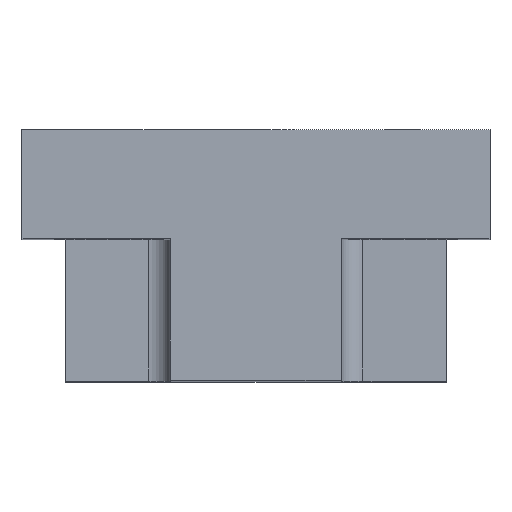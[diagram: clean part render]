
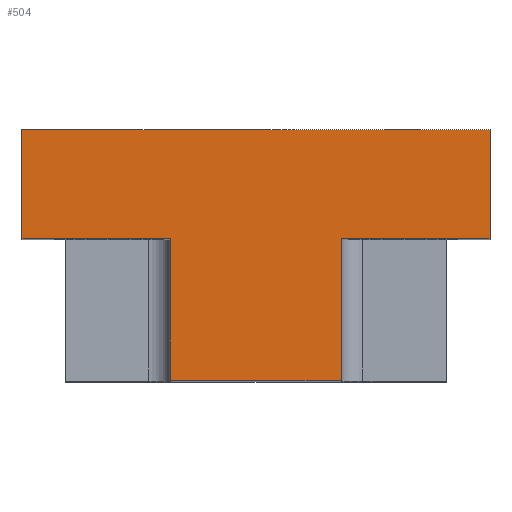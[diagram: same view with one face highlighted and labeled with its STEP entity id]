
A CAD part, top view. The second image highlights one B-rep face of the part: STEP entity #504.
In plain terms, the highlighted planar face has unit normal (0, 0, 1).
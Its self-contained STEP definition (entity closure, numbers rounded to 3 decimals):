
#34 = PLANE ( 'NONE',  #867 ) ;
#72 = DIRECTION ( 'NONE',  ( 0., 1., 0. ) ) ;
#79 = DIRECTION ( 'NONE',  ( 0., -1., 0. ) ) ;
#83 = DIRECTION ( 'NONE',  ( 1., 0., 0. ) ) ;
#106 = LINE ( 'NONE', #1977, #2037 ) ;
#185 = DIRECTION ( 'NONE',  ( 1., 0., 0. ) ) ;
#236 = DIRECTION ( 'NONE',  ( 0., 1., 0. ) ) ;
#274 = ORIENTED_EDGE ( 'NONE', *, *, #437, .T. ) ;
#296 = CARTESIAN_POINT ( 'NONE',  ( -21.5, 13., 37.347 ) ) ;
#386 = VECTOR ( 'NONE', #2470, 1000. ) ;
#400 = LINE ( 'NONE', #2326, #386 ) ;
#418 = ORIENTED_EDGE ( 'NONE', *, *, #468, .F. ) ;
#437 = EDGE_CURVE ( 'NONE', #1600, #495, #1423, .T. ) ;
#455 = VERTEX_POINT ( 'NONE', #1003 ) ;
#464 = LINE ( 'NONE', #2358, #1195 ) ;
#468 = EDGE_CURVE ( 'NONE', #558, #1168, #1413, .T. ) ;
#495 = VERTEX_POINT ( 'NONE', #1215 ) ;
#504 = ADVANCED_FACE ( 'NONE', ( #1230 ), #34, .F. ) ;
#521 = EDGE_CURVE ( 'NONE', #455, #1552, #464, .T. ) ;
#540 = CARTESIAN_POINT ( 'NONE',  ( 21.5, 13., 37.347 ) ) ;
#558 = VERTEX_POINT ( 'NONE', #296 ) ;
#578 = ORIENTED_EDGE ( 'NONE', *, *, #1112, .T. ) ;
#636 = CARTESIAN_POINT ( 'NONE',  ( -21.5, 13., 37.347 ) ) ;
#818 = DIRECTION ( 'NONE',  ( 0., 0., -1. ) ) ;
#863 = VERTEX_POINT ( 'NONE', #1148 ) ;
#867 = AXIS2_PLACEMENT_3D ( 'NONE', #2184, #818, #236 ) ;
#872 = EDGE_CURVE ( 'NONE', #863, #455, #1179, .T. ) ;
#889 = CARTESIAN_POINT ( 'NONE',  ( 7.826, 23., 37.347 ) ) ;
#1003 = CARTESIAN_POINT ( 'NONE',  ( 21.5, 13., 37.347 ) ) ;
#1038 = VECTOR ( 'NONE', #2042, 1000. ) ;
#1056 = ORIENTED_EDGE ( 'NONE', *, *, #1806, .T. ) ;
#1057 = DIRECTION ( 'NONE',  ( 0., 1., 0. ) ) ;
#1082 = LINE ( 'NONE', #889, #1038 ) ;
#1112 = EDGE_CURVE ( 'NONE', #558, #1877, #2261, .T. ) ;
#1137 = ORIENTED_EDGE ( 'NONE', *, *, #521, .T. ) ;
#1148 = CARTESIAN_POINT ( 'NONE',  ( 7.826, 13., 37.347 ) ) ;
#1168 = VERTEX_POINT ( 'NONE', #1604 ) ;
#1179 = LINE ( 'NONE', #1909, #1402 ) ;
#1195 = VECTOR ( 'NONE', #72, 1000. ) ;
#1215 = CARTESIAN_POINT ( 'NONE',  ( 7.826, 0., 37.347 ) ) ;
#1220 = ORIENTED_EDGE ( 'NONE', *, *, #872, .T. ) ;
#1230 = FACE_OUTER_BOUND ( 'NONE', #2009, .T. ) ;
#1402 = VECTOR ( 'NONE', #185, 1000. ) ;
#1411 = ORIENTED_EDGE ( 'NONE', *, *, #1706, .F. ) ;
#1413 = LINE ( 'NONE', #636, #2072 ) ;
#1423 = LINE ( 'NONE', #1795, #1869 ) ;
#1471 = CARTESIAN_POINT ( 'NONE',  ( -7.874, 0., 37.347 ) ) ;
#1487 = VECTOR ( 'NONE', #2070, 1000. ) ;
#1552 = VERTEX_POINT ( 'NONE', #2003 ) ;
#1600 = VERTEX_POINT ( 'NONE', #1471 ) ;
#1604 = CARTESIAN_POINT ( 'NONE',  ( -21.5, 23., 37.347 ) ) ;
#1706 = EDGE_CURVE ( 'NONE', #863, #495, #1082, .T. ) ;
#1795 = CARTESIAN_POINT ( 'NONE',  ( -7.874, 0., 37.347 ) ) ;
#1806 = EDGE_CURVE ( 'NONE', #1877, #1600, #106, .T. ) ;
#1869 = VECTOR ( 'NONE', #83, 1000. ) ;
#1877 = VERTEX_POINT ( 'NONE', #2259 ) ;
#1909 = CARTESIAN_POINT ( 'NONE',  ( 21.5, 13., 37.347 ) ) ;
#1977 = CARTESIAN_POINT ( 'NONE',  ( -7.874, 23., 37.347 ) ) ;
#2003 = CARTESIAN_POINT ( 'NONE',  ( 21.5, 23., 37.347 ) ) ;
#2009 = EDGE_LOOP ( 'NONE', ( #1411, #1220, #1137, #2182, #418, #578, #1056, #274 ) ) ;
#2037 = VECTOR ( 'NONE', #79, 1000. ) ;
#2042 = DIRECTION ( 'NONE',  ( 0., -1., 0. ) ) ;
#2070 = DIRECTION ( 'NONE',  ( 1., 0., 0. ) ) ;
#2072 = VECTOR ( 'NONE', #1057, 1000. ) ;
#2182 = ORIENTED_EDGE ( 'NONE', *, *, #2443, .F. ) ;
#2184 = CARTESIAN_POINT ( 'NONE',  ( -7.874, 23., 37.347 ) ) ;
#2259 = CARTESIAN_POINT ( 'NONE',  ( -7.874, 13., 37.347 ) ) ;
#2261 = LINE ( 'NONE', #540, #1487 ) ;
#2326 = CARTESIAN_POINT ( 'NONE',  ( -7.874, 23., 37.347 ) ) ;
#2358 = CARTESIAN_POINT ( 'NONE',  ( 21.5, 13., 37.347 ) ) ;
#2443 = EDGE_CURVE ( 'NONE', #1168, #1552, #400, .T. ) ;
#2470 = DIRECTION ( 'NONE',  ( 1., 0., 0. ) ) ;
